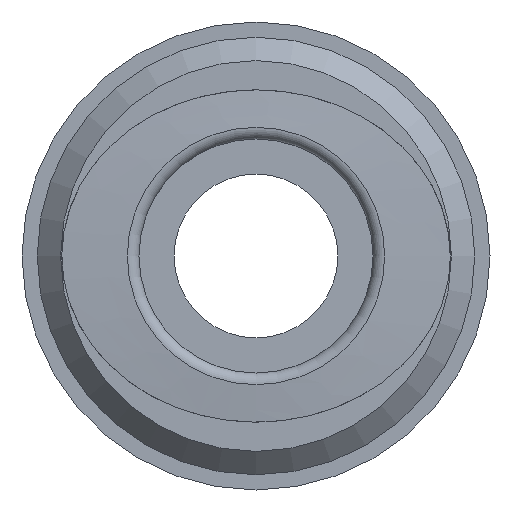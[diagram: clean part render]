
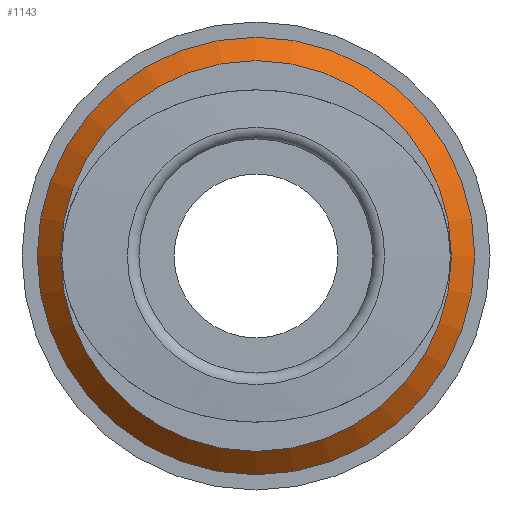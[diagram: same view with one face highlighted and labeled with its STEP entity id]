
A CAD part, front view. The second image highlights one B-rep face of the part: STEP entity #1143.
In plain terms, the highlighted conical face has half-angle 45 degrees and reference radius 8.85 mm.
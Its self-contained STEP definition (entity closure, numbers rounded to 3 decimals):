
#1109=CARTESIAN_POINT('',(-8.35,-27.,0.0));
#1110=VERTEX_POINT('',#1109);
#1111=CARTESIAN_POINT('',(0.,-27.,0.0));
#1112=DIRECTION('',(0.0,1.0,0.0));
#1113=DIRECTION('',(-1.0,0.0,0.0));
#1114=AXIS2_PLACEMENT_3D('',#1111,#1112,#1113);
#1115=CIRCLE('',#1114,8.35);
#1116=EDGE_CURVE('',#1110,#1110,#1115,.T.);
#1124=CARTESIAN_POINT('',(0.,-26.5,0.0));
#1125=DIRECTION('',(0.,1.0,0.0));
#1126=DIRECTION('',(-1.0,0.0,0.0));
#1127=AXIS2_PLACEMENT_3D('',#1124,#1125,#1126);
#1128=CONICAL_SURFACE('',#1127,8.85,45.);
#1129=CARTESIAN_POINT('',(-9.35,-26.,0.0));
#1130=VERTEX_POINT('',#1129);
#1131=CARTESIAN_POINT('',(0.,-26.,0.0));
#1132=DIRECTION('',(0.0,1.0,0.0));
#1133=DIRECTION('',(-1.0,0.0,0.0));
#1134=AXIS2_PLACEMENT_3D('',#1131,#1132,#1133);
#1135=CIRCLE('',#1134,9.35);
#1136=EDGE_CURVE('',#1130,#1130,#1135,.T.);
#1137=ORIENTED_EDGE('',*,*,#1136,.F.);
#1138=EDGE_LOOP('',(#1137));
#1139=FACE_OUTER_BOUND('',#1138,.T.);
#1140=ORIENTED_EDGE('',*,*,#1116,.T.);
#1141=EDGE_LOOP('',(#1140));
#1142=FACE_BOUND('',#1141,.T.);
#1143=ADVANCED_FACE('',(#1139,#1142),#1128,.T.);
